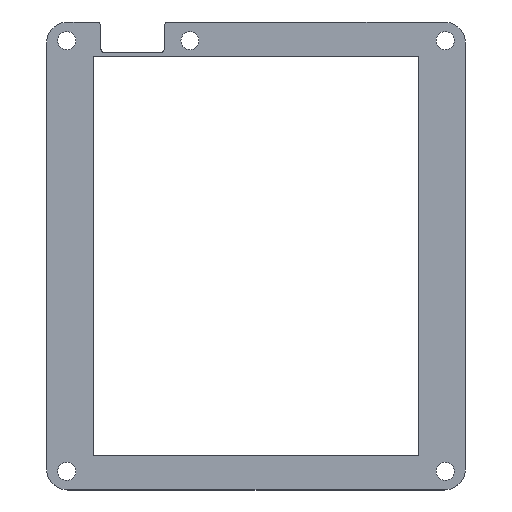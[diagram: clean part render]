
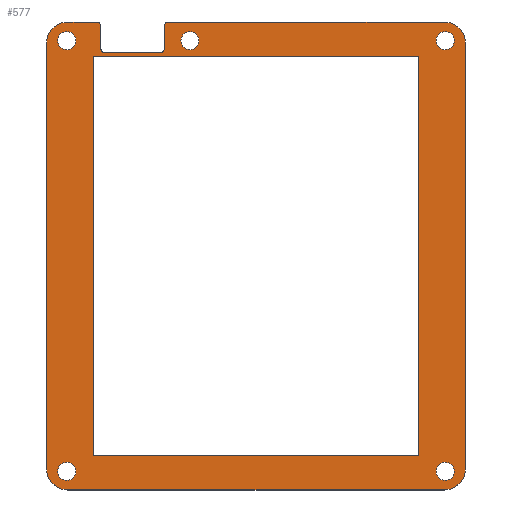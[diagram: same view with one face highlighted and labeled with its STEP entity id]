
A CAD part, top view. The second image highlights one B-rep face of the part: STEP entity #577.
In plain terms, the highlighted planar face has unit normal (0, 0, 1).
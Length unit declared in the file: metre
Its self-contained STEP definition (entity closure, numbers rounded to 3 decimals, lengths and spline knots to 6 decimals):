
#41=LINE('',#912,#97);
#42=LINE('',#915,#98);
#43=LINE('',#917,#99);
#44=LINE('',#919,#100);
#45=LINE('',#920,#101);
#46=LINE('',#925,#102);
#47=LINE('',#929,#103);
#48=LINE('',#933,#104);
#49=LINE('',#937,#105);
#50=LINE('',#941,#106);
#51=LINE('',#945,#107);
#52=LINE('',#949,#108);
#97=VECTOR('',#729,1.);
#98=VECTOR('',#730,1.);
#99=VECTOR('',#731,1.);
#100=VECTOR('',#732,1.);
#101=VECTOR('',#733,1.);
#102=VECTOR('',#736,1.);
#103=VECTOR('',#739,1.);
#104=VECTOR('',#742,1.);
#105=VECTOR('',#745,1.);
#106=VECTOR('',#748,1.);
#107=VECTOR('',#751,1.);
#108=VECTOR('',#754,1.);
#166=ORIENTED_EDGE('',*,*,#330,.F.);
#167=ORIENTED_EDGE('',*,*,#331,.T.);
#168=ORIENTED_EDGE('',*,*,#332,.F.);
#169=ORIENTED_EDGE('',*,*,#333,.F.);
#170=ORIENTED_EDGE('',*,*,#334,.T.);
#171=ORIENTED_EDGE('',*,*,#335,.T.);
#172=ORIENTED_EDGE('',*,*,#336,.F.);
#173=ORIENTED_EDGE('',*,*,#337,.T.);
#174=ORIENTED_EDGE('',*,*,#338,.T.);
#175=ORIENTED_EDGE('',*,*,#339,.T.);
#176=ORIENTED_EDGE('',*,*,#340,.T.);
#177=ORIENTED_EDGE('',*,*,#341,.F.);
#178=ORIENTED_EDGE('',*,*,#342,.T.);
#179=ORIENTED_EDGE('',*,*,#343,.F.);
#180=ORIENTED_EDGE('',*,*,#344,.T.);
#181=ORIENTED_EDGE('',*,*,#345,.T.);
#182=ORIENTED_EDGE('',*,*,#346,.T.);
#183=ORIENTED_EDGE('',*,*,#347,.T.);
#184=ORIENTED_EDGE('',*,*,#348,.T.);
#185=ORIENTED_EDGE('',*,*,#349,.T.);
#186=ORIENTED_EDGE('',*,*,#350,.T.);
#187=ORIENTED_EDGE('',*,*,#351,.T.);
#188=ORIENTED_EDGE('',*,*,#352,.T.);
#189=ORIENTED_EDGE('',*,*,#353,.F.);
#190=ORIENTED_EDGE('',*,*,#354,.T.);
#330=EDGE_CURVE('',#412,#412,#454,.T.);
#331=EDGE_CURVE('',#413,#413,#455,.F.);
#332=EDGE_CURVE('',#414,#414,#456,.T.);
#333=EDGE_CURVE('',#415,#416,#41,.T.);
#334=EDGE_CURVE('',#415,#417,#42,.T.);
#335=EDGE_CURVE('',#417,#418,#43,.T.);
#336=EDGE_CURVE('',#416,#418,#44,.T.);
#337=EDGE_CURVE('',#419,#420,#45,.T.);
#338=EDGE_CURVE('',#420,#421,#457,.T.);
#339=EDGE_CURVE('',#421,#422,#46,.T.);
#340=EDGE_CURVE('',#422,#423,#458,.T.);
#341=EDGE_CURVE('',#424,#423,#47,.T.);
#342=EDGE_CURVE('',#424,#425,#459,.T.);
#343=EDGE_CURVE('',#426,#425,#48,.T.);
#344=EDGE_CURVE('',#426,#427,#460,.T.);
#345=EDGE_CURVE('',#427,#428,#49,.T.);
#346=EDGE_CURVE('',#428,#429,#461,.T.);
#347=EDGE_CURVE('',#429,#430,#50,.T.);
#348=EDGE_CURVE('',#430,#431,#462,.T.);
#349=EDGE_CURVE('',#431,#432,#51,.T.);
#350=EDGE_CURVE('',#432,#433,#463,.F.);
#351=EDGE_CURVE('',#433,#434,#52,.T.);
#352=EDGE_CURVE('',#434,#419,#464,.F.);
#353=EDGE_CURVE('',#435,#435,#465,.T.);
#354=EDGE_CURVE('',#436,#436,#466,.F.);
#412=VERTEX_POINT('',#907);
#413=VERTEX_POINT('',#909);
#414=VERTEX_POINT('',#911);
#415=VERTEX_POINT('',#913);
#416=VERTEX_POINT('',#914);
#417=VERTEX_POINT('',#916);
#418=VERTEX_POINT('',#918);
#419=VERTEX_POINT('',#921);
#420=VERTEX_POINT('',#922);
#421=VERTEX_POINT('',#924);
#422=VERTEX_POINT('',#926);
#423=VERTEX_POINT('',#928);
#424=VERTEX_POINT('',#930);
#425=VERTEX_POINT('',#932);
#426=VERTEX_POINT('',#934);
#427=VERTEX_POINT('',#936);
#428=VERTEX_POINT('',#938);
#429=VERTEX_POINT('',#940);
#430=VERTEX_POINT('',#942);
#431=VERTEX_POINT('',#944);
#432=VERTEX_POINT('',#946);
#433=VERTEX_POINT('',#948);
#434=VERTEX_POINT('',#950);
#435=VERTEX_POINT('',#953);
#436=VERTEX_POINT('',#955);
#454=CIRCLE('',#634,0.002125);
#455=CIRCLE('',#635,0.002125);
#456=CIRCLE('',#636,0.002125);
#457=CIRCLE('',#637,0.001);
#458=CIRCLE('',#638,0.005);
#459=CIRCLE('',#639,0.005);
#460=CIRCLE('',#640,0.005);
#461=CIRCLE('',#641,0.005);
#462=CIRCLE('',#642,0.001);
#463=CIRCLE('',#643,0.001);
#464=CIRCLE('',#644,0.001);
#465=CIRCLE('',#645,0.002125);
#466=CIRCLE('',#646,0.002125);
#473=EDGE_LOOP('',(#166));
#474=EDGE_LOOP('',(#167));
#475=EDGE_LOOP('',(#168));
#476=EDGE_LOOP('',(#169,#170,#171,#172));
#477=EDGE_LOOP('',(#173,#174,#175,#176,#177,#178,#179,#180,#181,#182,#183,
#184,#185,#186,#187,#188));
#478=EDGE_LOOP('',(#189));
#479=EDGE_LOOP('',(#190));
#519=FACE_BOUND('',#473,.T.);
#520=FACE_BOUND('',#474,.T.);
#521=FACE_BOUND('',#475,.T.);
#522=FACE_BOUND('',#476,.T.);
#523=FACE_BOUND('',#477,.T.);
#524=FACE_BOUND('',#478,.T.);
#525=FACE_BOUND('',#479,.T.);
#560=PLANE('',#633);
#577=ADVANCED_FACE('',(#519,#520,#521,#522,#523,#524,#525),#560,.T.);
#633=AXIS2_PLACEMENT_3D('',#905,#721,#722);
#634=AXIS2_PLACEMENT_3D('',#906,#723,#724);
#635=AXIS2_PLACEMENT_3D('',#908,#725,#726);
#636=AXIS2_PLACEMENT_3D('',#910,#727,#728);
#637=AXIS2_PLACEMENT_3D('',#923,#734,#735);
#638=AXIS2_PLACEMENT_3D('',#927,#737,#738);
#639=AXIS2_PLACEMENT_3D('',#931,#740,#741);
#640=AXIS2_PLACEMENT_3D('',#935,#743,#744);
#641=AXIS2_PLACEMENT_3D('',#939,#746,#747);
#642=AXIS2_PLACEMENT_3D('',#943,#749,#750);
#643=AXIS2_PLACEMENT_3D('',#947,#752,#753);
#644=AXIS2_PLACEMENT_3D('',#951,#755,#756);
#645=AXIS2_PLACEMENT_3D('',#952,#757,#758);
#646=AXIS2_PLACEMENT_3D('',#954,#759,#760);
#721=DIRECTION('',(0.,0.,1.));
#722=DIRECTION('',(1.,0.,0.));
#723=DIRECTION('',(0.,0.,1.));
#724=DIRECTION('',(1.,0.,0.));
#725=DIRECTION('',(0.,0.,1.));
#726=DIRECTION('',(1.,0.,0.));
#727=DIRECTION('',(0.,0.,1.));
#728=DIRECTION('',(1.,0.,0.));
#729=DIRECTION('',(-1.,0.,0.));
#730=DIRECTION('',(0.,-1.,0.));
#731=DIRECTION('',(-1.,0.,0.));
#732=DIRECTION('',(0.,-1.,0.));
#733=DIRECTION('',(0.,1.,0.));
#734=DIRECTION('',(0.,0.,1.));
#735=DIRECTION('',(1.,0.,0.));
#736=DIRECTION('',(-1.,0.,0.));
#737=DIRECTION('',(0.,0.,1.));
#738=DIRECTION('',(1.,0.,0.));
#739=DIRECTION('',(0.,1.,0.));
#740=DIRECTION('',(0.,0.,1.));
#741=DIRECTION('',(1.,0.,0.));
#742=DIRECTION('',(-1.,0.,0.));
#743=DIRECTION('',(0.,0.,1.));
#744=DIRECTION('',(1.,0.,0.));
#745=DIRECTION('',(0.,1.,0.));
#746=DIRECTION('',(0.,0.,1.));
#747=DIRECTION('',(1.,0.,0.));
#748=DIRECTION('',(-1.,0.,0.));
#749=DIRECTION('',(0.,0.,1.));
#750=DIRECTION('',(1.,0.,0.));
#751=DIRECTION('',(0.,-1.,0.));
#752=DIRECTION('',(0.,0.,1.));
#753=DIRECTION('',(1.,0.,0.));
#754=DIRECTION('',(-1.,0.,0.));
#755=DIRECTION('',(0.,0.,1.));
#756=DIRECTION('',(1.,0.,0.));
#757=DIRECTION('',(0.,0.,1.));
#758=DIRECTION('',(1.,0.,0.));
#759=DIRECTION('',(0.,0.,1.));
#760=DIRECTION('',(1.,0.,0.));
#905=CARTESIAN_POINT('',(0.091218,-0.07686,0.));
#906=CARTESIAN_POINT('',(0.07569,-0.02625,0.));
#907=CARTESIAN_POINT('',(0.077815,-0.02625,0.));
#908=CARTESIAN_POINT('',(0.13568,-0.12747,0.));
#909=CARTESIAN_POINT('',(0.137805,-0.12747,0.));
#910=CARTESIAN_POINT('',(0.046756,-0.12747,0.));
#911=CARTESIAN_POINT('',(0.048881,-0.12747,0.));
#912=CARTESIAN_POINT('',(0.091218,-0.029875,0.));
#913=CARTESIAN_POINT('',(0.12943,-0.029875,0.));
#914=CARTESIAN_POINT('',(0.053006,-0.029875,0.));
#915=CARTESIAN_POINT('',(0.12943,-0.07686,0.));
#916=CARTESIAN_POINT('',(0.12943,-0.123845,0.));
#917=CARTESIAN_POINT('',(0.091218,-0.123845,0.));
#918=CARTESIAN_POINT('',(0.053006,-0.123845,0.));
#919=CARTESIAN_POINT('',(0.053006,-0.07686,0.));
#920=CARTESIAN_POINT('',(0.05475,-0.07686,0.));
#921=CARTESIAN_POINT('',(0.05475,-0.02808,0.));
#922=CARTESIAN_POINT('',(0.05475,-0.022875,0.));
#923=CARTESIAN_POINT('',(0.05375,-0.022875,0.));
#924=CARTESIAN_POINT('',(0.05375,-0.021875,0.));
#925=CARTESIAN_POINT('',(0.091218,-0.021875,0.));
#926=CARTESIAN_POINT('',(0.047006,-0.021875,0.));
#927=CARTESIAN_POINT('',(0.047006,-0.026875,0.));
#928=CARTESIAN_POINT('',(0.042006,-0.026875,0.));
#929=CARTESIAN_POINT('',(0.042006,-0.07686,0.));
#930=CARTESIAN_POINT('',(0.042006,-0.126845,0.));
#931=CARTESIAN_POINT('',(0.047006,-0.126845,0.));
#932=CARTESIAN_POINT('',(0.047006,-0.131845,0.));
#933=CARTESIAN_POINT('',(0.091218,-0.131845,0.));
#934=CARTESIAN_POINT('',(0.13543,-0.131845,0.));
#935=CARTESIAN_POINT('',(0.13543,-0.126845,0.));
#936=CARTESIAN_POINT('',(0.14043,-0.126845,0.));
#937=CARTESIAN_POINT('',(0.14043,-0.07686,0.));
#938=CARTESIAN_POINT('',(0.14043,-0.026875,0.));
#939=CARTESIAN_POINT('',(0.13543,-0.026875,0.));
#940=CARTESIAN_POINT('',(0.13543,-0.021875,0.));
#941=CARTESIAN_POINT('',(0.091218,-0.021875,0.));
#942=CARTESIAN_POINT('',(0.07069,-0.021875,0.));
#943=CARTESIAN_POINT('',(0.07069,-0.022875,0.));
#944=CARTESIAN_POINT('',(0.06969,-0.022875,0.));
#945=CARTESIAN_POINT('',(0.06969,-0.07686,0.));
#946=CARTESIAN_POINT('',(0.06969,-0.02808,0.));
#947=CARTESIAN_POINT('',(0.06869,-0.02808,0.));
#948=CARTESIAN_POINT('',(0.06869,-0.02908,0.));
#949=CARTESIAN_POINT('',(0.091218,-0.02908,0.));
#950=CARTESIAN_POINT('',(0.05575,-0.02908,0.));
#951=CARTESIAN_POINT('',(0.05575,-0.02808,0.));
#952=CARTESIAN_POINT('',(0.13568,-0.02625,0.));
#953=CARTESIAN_POINT('',(0.137805,-0.02625,0.));
#954=CARTESIAN_POINT('',(0.046756,-0.02625,0.));
#955=CARTESIAN_POINT('',(0.048881,-0.02625,0.));
